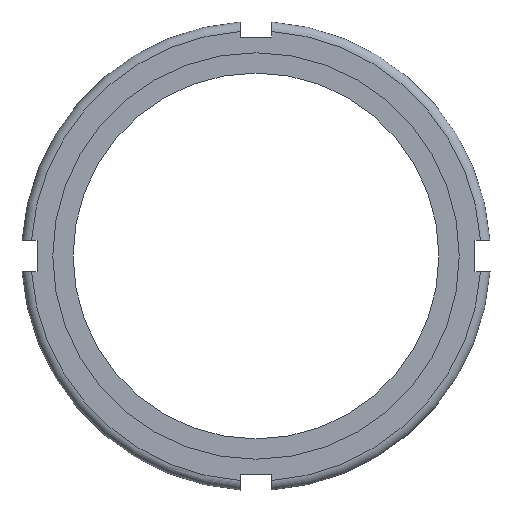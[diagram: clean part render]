
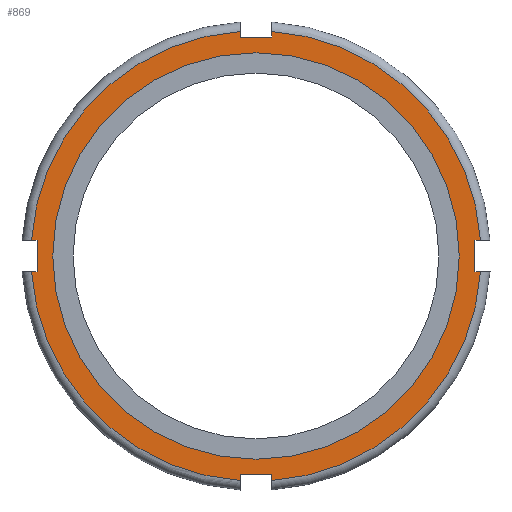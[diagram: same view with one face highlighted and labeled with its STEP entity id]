
A CAD part, left-side view. The second image highlights one B-rep face of the part: STEP entity #869.
In plain terms, the highlighted planar face has unit normal (-1, 0, 0).
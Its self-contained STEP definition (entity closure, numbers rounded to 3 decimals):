
#73=CARTESIAN_POINT('',(-28.,-5.,-71.826));
#74=VERTEX_POINT('',#73);
#108=CARTESIAN_POINT('',(-28.,-5.,-70.0));
#109=VERTEX_POINT('',#108);
#110=CARTESIAN_POINT('',(-28.,-5.,-70.0));
#111=DIRECTION('',(0.0,0.0,-1.0));
#112=VECTOR('',#111,1.826);
#113=LINE('',#110,#112);
#114=EDGE_CURVE('',#109,#74,#113,.T.);
#191=CARTESIAN_POINT('',(-28.,5.,-70.0));
#192=VERTEX_POINT('',#191);
#193=CARTESIAN_POINT('',(-28.,5.,-70.0));
#194=DIRECTION('',(0.0,-1.0,0.0));
#195=VECTOR('',#194,10.);
#196=LINE('',#193,#195);
#197=EDGE_CURVE('',#192,#109,#196,.T.);
#215=CARTESIAN_POINT('',(-28.,5.,-71.826));
#216=VERTEX_POINT('',#215);
#299=CARTESIAN_POINT('',(-28.,5.,-71.826));
#300=DIRECTION('',(0.0,0.0,1.0));
#301=VECTOR('',#300,1.826);
#302=LINE('',#299,#301);
#303=EDGE_CURVE('',#216,#192,#302,.T.);
#313=CARTESIAN_POINT('',(-28.,-71.826,5.));
#314=VERTEX_POINT('',#313);
#348=CARTESIAN_POINT('',(-28.,-70.0,5.));
#349=VERTEX_POINT('',#348);
#350=CARTESIAN_POINT('',(-28.,-70.0,5.));
#351=DIRECTION('',(0.0,-1.0,0.0));
#352=VECTOR('',#351,1.826);
#353=LINE('',#350,#352);
#354=EDGE_CURVE('',#349,#314,#353,.T.);
#431=CARTESIAN_POINT('',(-28.,-70.0,-5.));
#432=VERTEX_POINT('',#431);
#433=CARTESIAN_POINT('',(-28.,-70.0,-5.));
#434=DIRECTION('',(0.0,0.0,1.0));
#435=VECTOR('',#434,10.);
#436=LINE('',#433,#435);
#437=EDGE_CURVE('',#432,#349,#436,.T.);
#455=CARTESIAN_POINT('',(-28.,-71.826,-5.));
#456=VERTEX_POINT('',#455);
#539=CARTESIAN_POINT('',(-28.,-71.826,-5.));
#540=DIRECTION('',(0.0,1.0,0.0));
#541=VECTOR('',#540,1.826);
#542=LINE('',#539,#541);
#543=EDGE_CURVE('',#456,#432,#542,.T.);
#553=CARTESIAN_POINT('',(-28.,5.,71.826));
#554=VERTEX_POINT('',#553);
#588=CARTESIAN_POINT('',(-28.,5.,70.0));
#589=VERTEX_POINT('',#588);
#590=CARTESIAN_POINT('',(-28.,5.,70.0));
#591=DIRECTION('',(0.0,0.0,1.0));
#592=VECTOR('',#591,1.826);
#593=LINE('',#590,#592);
#594=EDGE_CURVE('',#589,#554,#593,.T.);
#671=CARTESIAN_POINT('',(-28.,-5.,70.0));
#672=VERTEX_POINT('',#671);
#673=CARTESIAN_POINT('',(-28.,-5.,70.0));
#674=DIRECTION('',(0.0,1.0,0.0));
#675=VECTOR('',#674,10.);
#676=LINE('',#673,#675);
#677=EDGE_CURVE('',#672,#589,#676,.T.);
#695=CARTESIAN_POINT('',(-28.,-5.,71.826));
#696=VERTEX_POINT('',#695);
#779=CARTESIAN_POINT('',(-28.,-5.,71.826));
#780=DIRECTION('',(0.0,0.0,-1.0));
#781=VECTOR('',#780,1.826);
#782=LINE('',#779,#781);
#783=EDGE_CURVE('',#696,#672,#782,.T.);
#788=CARTESIAN_POINT('',(-28.,70.0,0.0));
#789=DIRECTION('',(-1.0,0.0,0.0));
#790=DIRECTION('',(0.0,0.0,1.0));
#791=AXIS2_PLACEMENT_3D('',#788,#789,#790);
#792=PLANE('',#791);
#793=ORIENTED_EDGE('',*,*,#303,.T.);
#794=ORIENTED_EDGE('',*,*,#197,.T.);
#795=ORIENTED_EDGE('',*,*,#114,.T.);
#796=CARTESIAN_POINT('',(-28.,0.0,0.0));
#797=DIRECTION('',(1.0,0.0,0.0));
#798=DIRECTION('',(0.0,-1.0,0.0));
#799=AXIS2_PLACEMENT_3D('',#796,#797,#798);
#800=CIRCLE('',#799,72.0);
#801=EDGE_CURVE('',#456,#74,#800,.T.);
#802=ORIENTED_EDGE('',*,*,#801,.F.);
#803=ORIENTED_EDGE('',*,*,#543,.T.);
#804=ORIENTED_EDGE('',*,*,#437,.T.);
#805=ORIENTED_EDGE('',*,*,#354,.T.);
#806=CARTESIAN_POINT('',(-28.,0.0,0.0));
#807=DIRECTION('',(1.0,0.0,0.0));
#808=DIRECTION('',(0.0,-1.0,0.0));
#809=AXIS2_PLACEMENT_3D('',#806,#807,#808);
#810=CIRCLE('',#809,72.0);
#811=EDGE_CURVE('',#696,#314,#810,.T.);
#812=ORIENTED_EDGE('',*,*,#811,.F.);
#813=ORIENTED_EDGE('',*,*,#783,.T.);
#814=ORIENTED_EDGE('',*,*,#677,.T.);
#815=ORIENTED_EDGE('',*,*,#594,.T.);
#816=CARTESIAN_POINT('',(-28.,71.826,5.));
#817=VERTEX_POINT('',#816);
#818=CARTESIAN_POINT('',(-28.,0.0,0.0));
#819=DIRECTION('',(1.0,0.0,0.0));
#820=DIRECTION('',(0.0,-1.0,0.0));
#821=AXIS2_PLACEMENT_3D('',#818,#819,#820);
#822=CIRCLE('',#821,72.0);
#823=EDGE_CURVE('',#817,#554,#822,.T.);
#824=ORIENTED_EDGE('',*,*,#823,.F.);
#825=CARTESIAN_POINT('',(-28.,70.0,5.));
#826=VERTEX_POINT('',#825);
#827=CARTESIAN_POINT('',(-28.,71.826,5.));
#828=DIRECTION('',(0.0,-1.0,0.0));
#829=VECTOR('',#828,1.826);
#830=LINE('',#827,#829);
#831=EDGE_CURVE('',#817,#826,#830,.T.);
#832=ORIENTED_EDGE('',*,*,#831,.T.);
#833=CARTESIAN_POINT('',(-28.,70.0,-5.));
#834=VERTEX_POINT('',#833);
#835=CARTESIAN_POINT('',(-28.,70.0,5.));
#836=DIRECTION('',(0.0,0.0,-1.0));
#837=VECTOR('',#836,10.);
#838=LINE('',#835,#837);
#839=EDGE_CURVE('',#826,#834,#838,.T.);
#840=ORIENTED_EDGE('',*,*,#839,.T.);
#841=CARTESIAN_POINT('',(-28.,71.826,-5.));
#842=VERTEX_POINT('',#841);
#843=CARTESIAN_POINT('',(-28.,70.0,-5.));
#844=DIRECTION('',(0.0,1.0,0.0));
#845=VECTOR('',#844,1.826);
#846=LINE('',#843,#845);
#847=EDGE_CURVE('',#834,#842,#846,.T.);
#848=ORIENTED_EDGE('',*,*,#847,.T.);
#849=CARTESIAN_POINT('',(-28.,0.0,0.0));
#850=DIRECTION('',(1.0,0.0,0.0));
#851=DIRECTION('',(0.0,-1.0,0.0));
#852=AXIS2_PLACEMENT_3D('',#849,#850,#851);
#853=CIRCLE('',#852,72.0);
#854=EDGE_CURVE('',#216,#842,#853,.T.);
#855=ORIENTED_EDGE('',*,*,#854,.F.);
#856=EDGE_LOOP('',(#793,#794,#795,#802,#803,#804,#805,#812,#813,#814,#815,#824,#832,#840,#848,#855));
#857=FACE_OUTER_BOUND('',#856,.T.);
#858=CARTESIAN_POINT('',(-28.,65.,0.0));
#859=VERTEX_POINT('',#858);
#860=CARTESIAN_POINT('',(-28.,0.0,0.0));
#861=DIRECTION('',(1.0,0.0,0.0));
#862=DIRECTION('',(0.0,1.0,0.0));
#863=AXIS2_PLACEMENT_3D('',#860,#861,#862);
#864=CIRCLE('',#863,65.);
#865=EDGE_CURVE('',#859,#859,#864,.T.);
#866=ORIENTED_EDGE('',*,*,#865,.T.);
#867=EDGE_LOOP('',(#866));
#868=FACE_BOUND('',#867,.T.);
#869=ADVANCED_FACE('',(#857,#868),#792,.T.);
